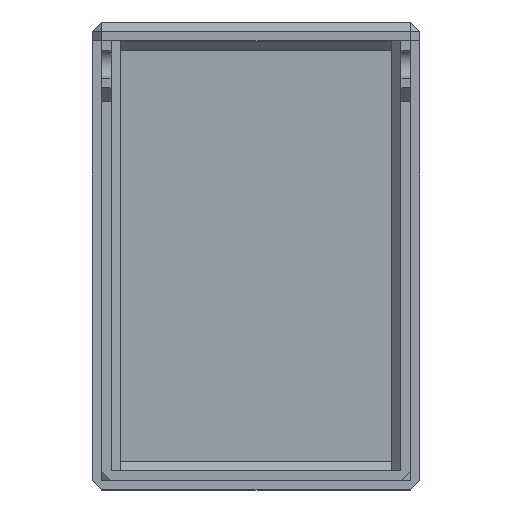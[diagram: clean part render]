
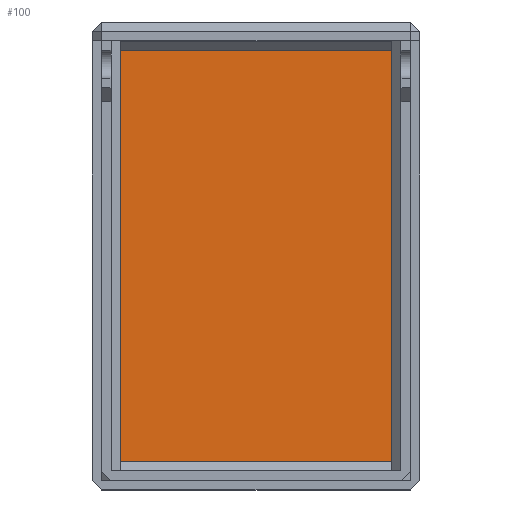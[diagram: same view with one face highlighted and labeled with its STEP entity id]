
A CAD part, top view. The second image highlights one B-rep face of the part: STEP entity #100.
In plain terms, the highlighted planar face has unit normal (0, 0, 1).
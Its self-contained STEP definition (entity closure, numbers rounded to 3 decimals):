
#100=ADVANCED_FACE('',(#494),#496,.T.);
#494=FACE_BOUND('',#495,.T.);
#495=EDGE_LOOP('',(#922,#923,#924,#925));
#496=PLANE('',#497);
#497=AXIS2_PLACEMENT_3D('',#498,#499,#500);
#498=CARTESIAN_POINT('',(0.,0.,4.));
#499=DIRECTION('',(0.,0.,1.));
#500=DIRECTION('',(-1.,0.,0.));
#922=ORIENTED_EDGE('',*,*,#1169,.T.);
#923=ORIENTED_EDGE('',*,*,#1136,.T.);
#924=ORIENTED_EDGE('',*,*,#1168,.T.);
#925=ORIENTED_EDGE('',*,*,#1170,.T.);
#1136=EDGE_CURVE('',#1399,#1397,#1400,.T.);
#1168=EDGE_CURVE('',#1397,#1446,#1448,.T.);
#1169=EDGE_CURVE('',#1449,#1399,#1450,.T.);
#1170=EDGE_CURVE('',#1446,#1449,#1451,.T.);
#1397=VERTEX_POINT('',#1932);
#1399=VERTEX_POINT('',#1936);
#1400=LINE('',#1937,#1938);
#1446=VERTEX_POINT('',#2047);
#1448=LINE('',#2051,#2052);
#1449=VERTEX_POINT('',#2054);
#1450=LINE('',#2055,#2056);
#1451=LINE('',#2058,#2059);
#1932=CARTESIAN_POINT('',(-29.,44.,4.));
#1936=CARTESIAN_POINT('',(29.,44.,4.));
#1937=CARTESIAN_POINT('',(29.,44.,4.));
#1938=VECTOR('',#1939,1.);
#1939=DIRECTION('',(-1.,0.,0.));
#2047=CARTESIAN_POINT('',(-29.,-44.,4.));
#2051=CARTESIAN_POINT('',(-29.,44.,4.));
#2052=VECTOR('',#2053,1.);
#2053=DIRECTION('',(0.,-1.,0.));
#2054=CARTESIAN_POINT('',(29.,-44.,4.));
#2055=CARTESIAN_POINT('',(29.,-44.,4.));
#2056=VECTOR('',#2057,1.);
#2057=DIRECTION('',(0.,1.,0.));
#2058=CARTESIAN_POINT('',(-29.,-44.,4.));
#2059=VECTOR('',#2060,1.);
#2060=DIRECTION('',(1.,0.,0.));
